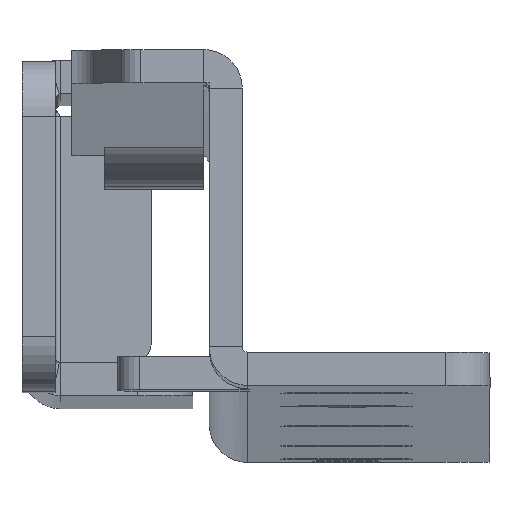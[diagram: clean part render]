
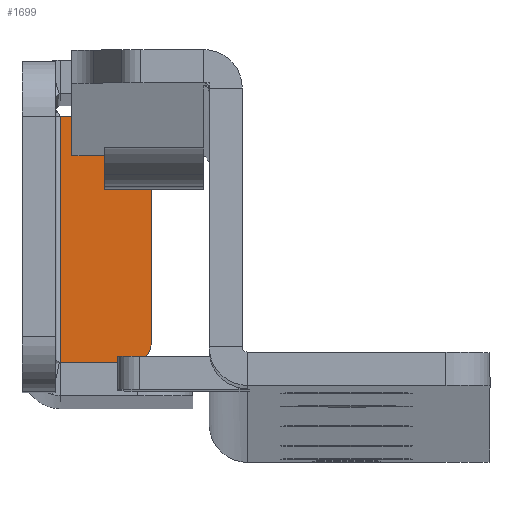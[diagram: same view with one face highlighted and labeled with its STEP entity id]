
A CAD part, top view. The second image highlights one B-rep face of the part: STEP entity #1699.
In plain terms, the highlighted planar face has unit normal (0, 0, 1).
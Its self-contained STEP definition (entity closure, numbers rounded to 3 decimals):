
#251 = VECTOR ( 'NONE', #2012, 1000. ) ;
#489 = EDGE_CURVE ( 'NONE', #2367, #5274, #4810, .T. ) ;
#500 = CARTESIAN_POINT ( 'NONE',  ( 3.5, 26., -747. ) ) ;
#526 = ORIENTED_EDGE ( 'NONE', *, *, #4149, .F. ) ;
#610 = DIRECTION ( 'NONE',  ( 0., 0., -1. ) ) ;
#663 = EDGE_CURVE ( 'NONE', #4944, #2367, #5374, .T. ) ;
#698 = CARTESIAN_POINT ( 'NONE',  ( 11.75, -9.25, -747. ) ) ;
#730 = CIRCLE ( 'NONE', #4036, 2. ) ;
#796 = DIRECTION ( 'NONE',  ( -1., 0., 0. ) ) ;
#803 = CARTESIAN_POINT ( 'NONE',  ( 3.75, -13.25, -747. ) ) ;
#928 = EDGE_LOOP ( 'NONE', ( #5256, #2060, #4133, #526, #1413, #6594, #1337, #3017 ) ) ;
#1264 = VERTEX_POINT ( 'NONE', #698 ) ;
#1326 = CIRCLE ( 'NONE', #1441, 2. ) ;
#1337 = ORIENTED_EDGE ( 'NONE', *, *, #1616, .F. ) ;
#1413 = ORIENTED_EDGE ( 'NONE', *, *, #2394, .T. ) ;
#1441 = AXIS2_PLACEMENT_3D ( 'NONE', #1641, #610, #5443 ) ;
#1616 = EDGE_CURVE ( 'NONE', #6705, #6946, #5769, .T. ) ;
#1641 = CARTESIAN_POINT ( 'NONE',  ( 9.75, 9.25, -747. ) ) ;
#1699 = ADVANCED_FACE ( 'NONE', ( #4814 ), #6974, .F. ) ;
#1952 = VERTEX_POINT ( 'NONE', #5652 ) ;
#2012 = DIRECTION ( 'NONE',  ( 0., 1., 0. ) ) ;
#2048 = CARTESIAN_POINT ( 'NONE',  ( 11.75, -26., -747. ) ) ;
#2060 = ORIENTED_EDGE ( 'NONE', *, *, #663, .F. ) ;
#2197 = AXIS2_PLACEMENT_3D ( 'NONE', #3363, #6584, #5487 ) ;
#2367 = VERTEX_POINT ( 'NONE', #5893 ) ;
#2394 = EDGE_CURVE ( 'NONE', #1264, #1952, #6347, .T. ) ;
#2468 = CARTESIAN_POINT ( 'NONE',  ( 9.75, 11.25, -747. ) ) ;
#2643 = VECTOR ( 'NONE', #4068, 1000. ) ;
#2712 = DIRECTION ( 'NONE',  ( -1., 0., 0. ) ) ;
#2844 = CARTESIAN_POINT ( 'NONE',  ( 9.75, -11.25, -747. ) ) ;
#2874 = CIRCLE ( 'NONE', #2197, 2. ) ;
#2914 = EDGE_CURVE ( 'NONE', #5274, #6705, #2874, .T. ) ;
#3017 = ORIENTED_EDGE ( 'NONE', *, *, #2914, .F. ) ;
#3181 = CARTESIAN_POINT ( 'NONE',  ( 3.5, 11.266, -747. ) ) ;
#3363 = CARTESIAN_POINT ( 'NONE',  ( 3.75, 13.25, -747. ) ) ;
#3371 = VECTOR ( 'NONE', #796, 1000. ) ;
#3392 = VECTOR ( 'NONE', #6972, 1000. ) ;
#3510 = CARTESIAN_POINT ( 'NONE',  ( 9.75, -11.25, -747. ) ) ;
#3516 = DIRECTION ( 'NONE',  ( -1., 0., 0. ) ) ;
#3544 = AXIS2_PLACEMENT_3D ( 'NONE', #4250, #3671, #2712 ) ;
#3671 = DIRECTION ( 'NONE',  ( 0., 0., -1. ) ) ;
#3938 = CARTESIAN_POINT ( 'NONE',  ( 3.75, -11.25, -747. ) ) ;
#4036 = AXIS2_PLACEMENT_3D ( 'NONE', #5084, #5115, #4485 ) ;
#4068 = DIRECTION ( 'NONE',  ( 1., 0., 0. ) ) ;
#4129 = CARTESIAN_POINT ( 'NONE',  ( 3.75, 11.25, -747. ) ) ;
#4133 = ORIENTED_EDGE ( 'NONE', *, *, #5599, .F. ) ;
#4149 = EDGE_CURVE ( 'NONE', #1264, #6535, #730, .T. ) ;
#4250 = CARTESIAN_POINT ( 'NONE',  ( -745.25, 26., -747. ) ) ;
#4369 = AXIS2_PLACEMENT_3D ( 'NONE', #803, #6809, #3516 ) ;
#4485 = DIRECTION ( 'NONE',  ( 1., 0., 0. ) ) ;
#4810 = LINE ( 'NONE', #500, #3392 ) ;
#4814 = FACE_OUTER_BOUND ( 'NONE', #928, .T. ) ;
#4944 = VERTEX_POINT ( 'NONE', #3938 ) ;
#5084 = CARTESIAN_POINT ( 'NONE',  ( 9.75, -9.25, -747. ) ) ;
#5115 = DIRECTION ( 'NONE',  ( 0., 0., -1. ) ) ;
#5256 = ORIENTED_EDGE ( 'NONE', *, *, #489, .F. ) ;
#5274 = VERTEX_POINT ( 'NONE', #3181 ) ;
#5374 = CIRCLE ( 'NONE', #4369, 2. ) ;
#5443 = DIRECTION ( 'NONE',  ( 1., 0., 0. ) ) ;
#5487 = DIRECTION ( 'NONE',  ( -1., 0., 0. ) ) ;
#5599 = EDGE_CURVE ( 'NONE', #6535, #4944, #5712, .T. ) ;
#5652 = CARTESIAN_POINT ( 'NONE',  ( 11.75, 9.25, -747. ) ) ;
#5712 = LINE ( 'NONE', #3510, #3371 ) ;
#5769 = LINE ( 'NONE', #6257, #2643 ) ;
#5893 = CARTESIAN_POINT ( 'NONE',  ( 3.5, -11.266, -747. ) ) ;
#6257 = CARTESIAN_POINT ( 'NONE',  ( 3.75, 11.25, -747. ) ) ;
#6347 = LINE ( 'NONE', #2048, #251 ) ;
#6480 = EDGE_CURVE ( 'NONE', #6946, #1952, #1326, .T. ) ;
#6535 = VERTEX_POINT ( 'NONE', #2844 ) ;
#6584 = DIRECTION ( 'NONE',  ( 0., 0., 1. ) ) ;
#6594 = ORIENTED_EDGE ( 'NONE', *, *, #6480, .F. ) ;
#6705 = VERTEX_POINT ( 'NONE', #4129 ) ;
#6809 = DIRECTION ( 'NONE',  ( 0., 0., 1. ) ) ;
#6946 = VERTEX_POINT ( 'NONE', #2468 ) ;
#6972 = DIRECTION ( 'NONE',  ( 0., 1., 0. ) ) ;
#6974 = PLANE ( 'NONE',  #3544 ) ;
